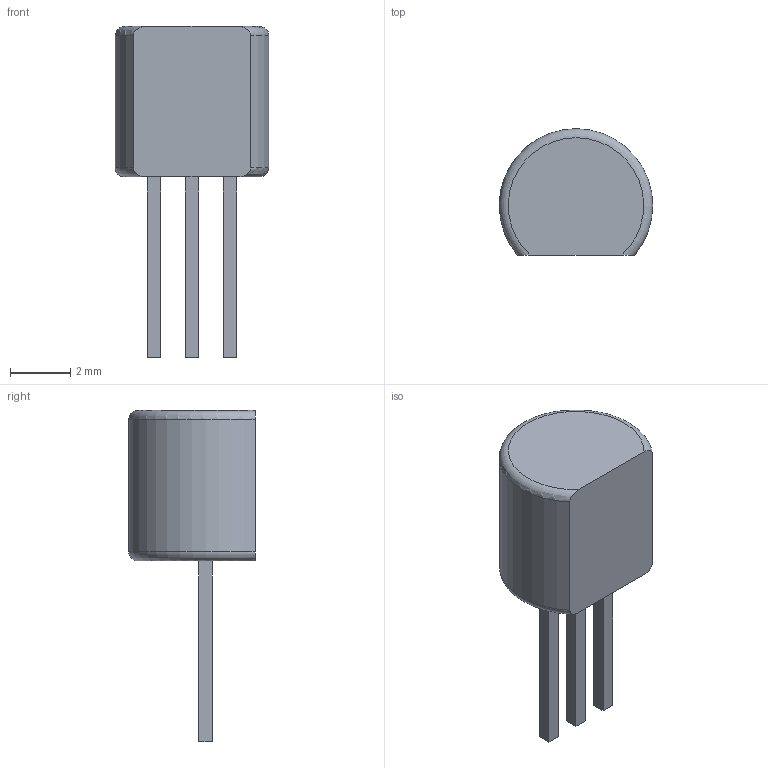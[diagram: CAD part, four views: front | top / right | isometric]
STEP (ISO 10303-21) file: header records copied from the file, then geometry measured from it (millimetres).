
FILE_DESCRIPTION(('Open CASCADE Model'),'2;1');
FILE_NAME('Open CASCADE Shape Model','2023-10-08T23:09:10',('Author'),('Open CASCADE'),'Open CASCADE STEP processor 7.7','Open CASCADE 7.7','Unknown');
FILE_SCHEMA(('AUTOMOTIVE_DESIGN { 1 0 10303 214 1 1 1 1 }'));
Length unit declared in the file: millimetre
Products named in the file (1): Straight
Bounding box: 5.1 x 4.2 x 11 mm (x, y, z)
Volume: 93.2 mm3; surface area: 142.7 mm2
Topology: 1 solids, 1 shells, 21 faces, 48 edges, 32 vertices
Faces by surface type: plane 18, torus 2, cylinder 1
Entity records: 486 total; most frequent: CARTESIAN_POINT 93, ORIENTED_EDGE 72, EDGE_CURVE 48, LINE 40, VERTEX_POINT 32, AXIS2_PLACEMENT_3D 25, FACE_BOUND 24, EDGE_LOOP 24
